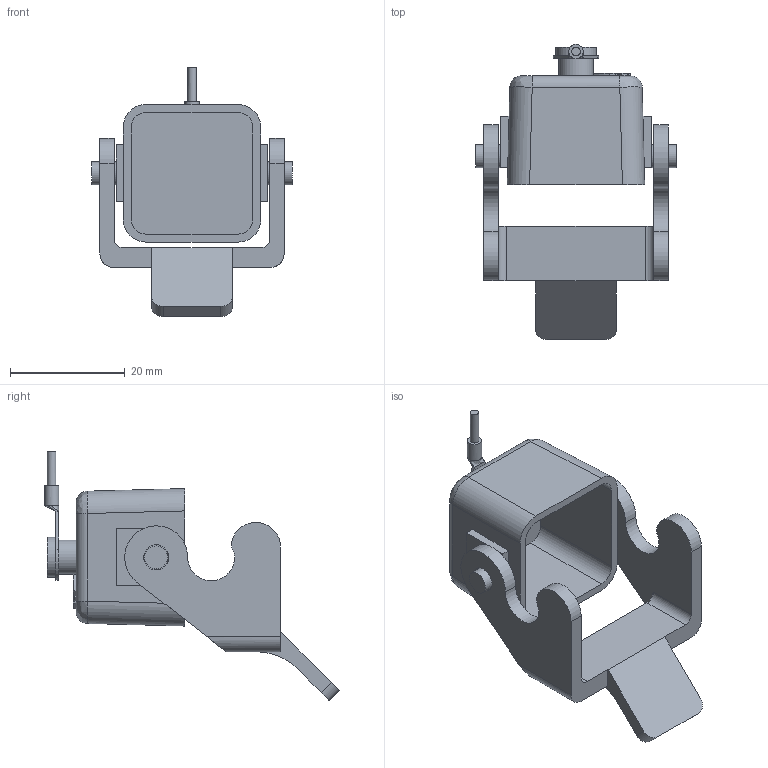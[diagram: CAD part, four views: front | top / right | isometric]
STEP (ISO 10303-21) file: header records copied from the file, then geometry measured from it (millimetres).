
FILE_DESCRIPTION(/* description */ (''),/* implementation_level */ '2;1');
FILE_NAME(/* name */ '100094924ugm000_c.stp',/* time_stamp */ '2019-03-25T16:39:44+01:00',/* author */ (''),/* organization */ (''),/* preprocessor_version */ 'ST-DEVELOPER v16.7',/* originating_system */ 'SIEMENS PLM Software NX 12.0',/* authorisation */ '');
FILE_SCHEMA (('AUTOMOTIVE_DESIGN { 1 0 10303 214 3 1 1 1 }'));
Length unit declared in the file: millimetre
Products named in the file (1): 100094924ugm000_c
Bounding box: 35.1 x 51.51 x 43.52 mm (x, y, z)
Volume: 6232.3 mm3; surface area: 7678.4 mm2
Topology: 3 solids, 3 shells, 204 faces, 517 edges, 339 vertices
Faces by surface type: plane 143, cylinder 53, bspline 8
Full cylindrical faces by diameter (mm): 0.57 x1, 0.63 x1, 1.5 x2, 2.5 x1, 4 x2, 4.4 x2, 6 x1, 7 x1
Entity records: 7445 total; most frequent: CARTESIAN_POINT 1680, ORIENTED_EDGE 1012, DIRECTION 949, EDGE_CURVE 506, LINE 377, VECTOR 377, VERTEX_POINT 339, AXIS2_PLACEMENT_3D 286
